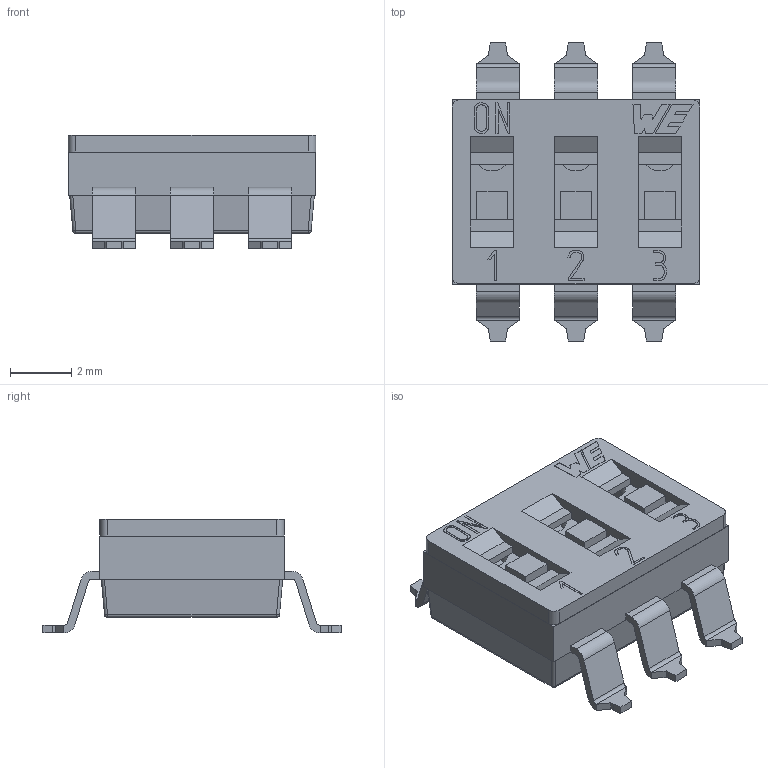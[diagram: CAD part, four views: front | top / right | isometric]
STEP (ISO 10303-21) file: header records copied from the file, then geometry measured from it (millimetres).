
FILE_DESCRIPTION(('STEP AP214'),'1');
FILE_NAME('43615.stp','2017-04-12T03:46:22',('TraceParts'),('TraceParts S.A.'),'Spatial InterOp 3D',' ',' ');
FILE_SCHEMA(('automotive_design'));
Length unit declared in the file: millimetre
Products named in the file (6): 43615_1; 43615_2; 43615_3; 43615_4; 43615_5; 43615_6
Bounding box: 8.06 x 9.7 x 3.7 mm (x, y, z)
Volume: 118.2 mm3; surface area: 496.6 mm2
Topology: 6 solids, 6 shells, 324 faces, 869 edges, 566 vertices
Faces by surface type: plane 231, cylinder 46, extrusion 43, sphere 4
Entity records: 14872 total; most frequent: CARTESIAN_POINT 4363, ORIENTED_EDGE 1730, DIRECTION 1399, EDGE_CURVE 865, VECTOR 641, LINE 598, VERTEX_POINT 566, AXIS2_PLACEMENT_3D 379
